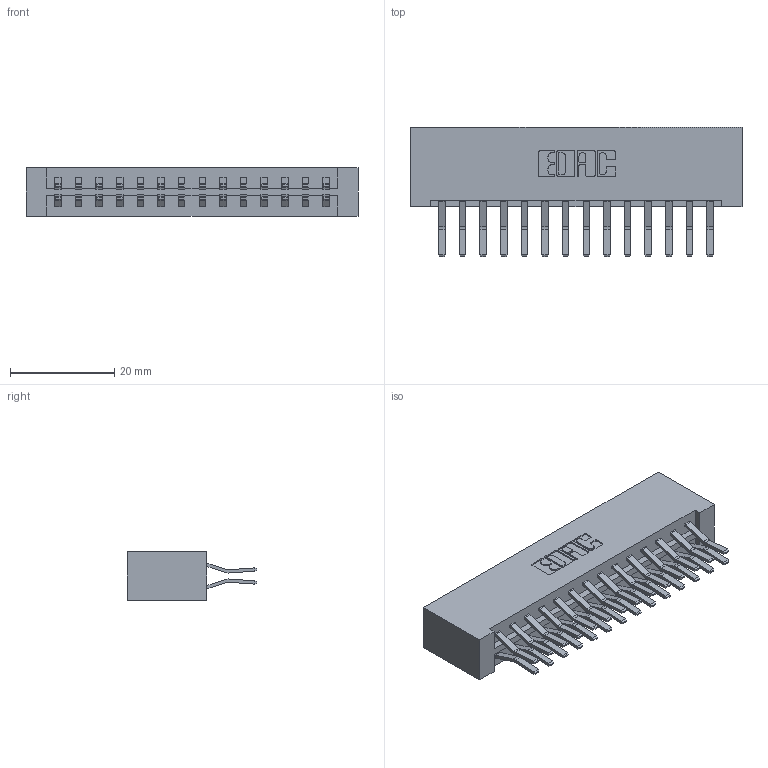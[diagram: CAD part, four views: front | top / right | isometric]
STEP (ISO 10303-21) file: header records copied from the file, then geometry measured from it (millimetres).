
FILE_DESCRIPTION (( 'STEP AP203' ), '1' );
FILE_NAME ('333-028-560-201.STEP', '2018-08-02T16:01:14', ( '' ), ( '' ), 'SwSTEP 2.0', 'SolidWorks 2016', '' );
FILE_SCHEMA (( 'CONFIG_CONTROL_DESIGN' ));
Length unit declared in the file: inch
Products named in the file (3): 333 Part_Lugless; 345-292-001_560 Tail; 333-028-560-201
Assembly tree (29 placements, depth 2):
  333-028-560-201
    333 Part_Lugless
    345-292-001_560 Tail  x28
Bounding box: 63.73 x 24.78 x 9.4 mm (x, y, z)
Volume: 7060.2 mm3; surface area: 8594 mm2
Topology: 29 solids, 29 shells, 1618 faces, 4795 edges, 3158 vertices
Faces by surface type: plane 1074, cylinder 544
Entity records: 12439 total; most frequent: CARTESIAN_POINT 2094, ORIENTED_EDGE 2030, DIRECTION 1835, EDGE_CURVE 1015, VECTOR 891, LINE 891, VERTEX_POINT 674, AXIS2_PLACEMENT_3D 472
